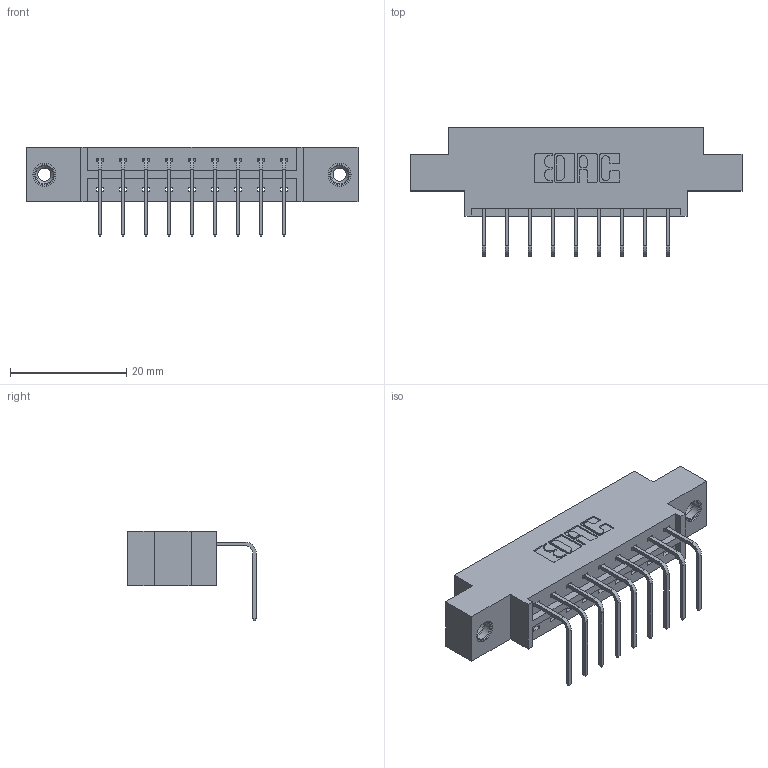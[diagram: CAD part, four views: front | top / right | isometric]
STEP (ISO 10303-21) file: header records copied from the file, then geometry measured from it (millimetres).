
FILE_DESCRIPTION (( 'STEP AP203' ), '1' );
FILE_NAME ('833-009-558-608.STEP', '2020-05-30T17:49:13', ( '' ), ( '' ), 'SwSTEP 2.0', 'SolidWorks 2020', '' );
FILE_SCHEMA (( 'CONFIG_CONTROL_DESIGN' ));
Length unit declared in the file: inch
Products named in the file (4): 345-292-001_558 Tail - 2; 833-009-558-608; 345-250-001_345-250-003-102; 833 Part_Offset - .156 Dia - TI
Assembly tree (12 placements, depth 2):
  833-009-558-608
    833 Part_Offset - .156 Dia - TI
    345-292-001_558 Tail - 2  x9
    345-250-001_345-250-003-102  x2
Bounding box: 57.2 x 22.17 x 15.37 mm (x, y, z)
Volume: 5267.9 mm3; surface area: 5891.5 mm2
Topology: 12 solids, 12 shells, 718 faces, 2097 edges, 1378 vertices
Faces by surface type: plane 502, cylinder 200, cone 12, torus 4
Entity records: 11172 total; most frequent: CARTESIAN_POINT 1916, ORIENTED_EDGE 1854, DIRECTION 1715, EDGE_CURVE 927, VECTOR 779, LINE 779, VERTEX_POINT 612, AXIS2_PLACEMENT_3D 468
